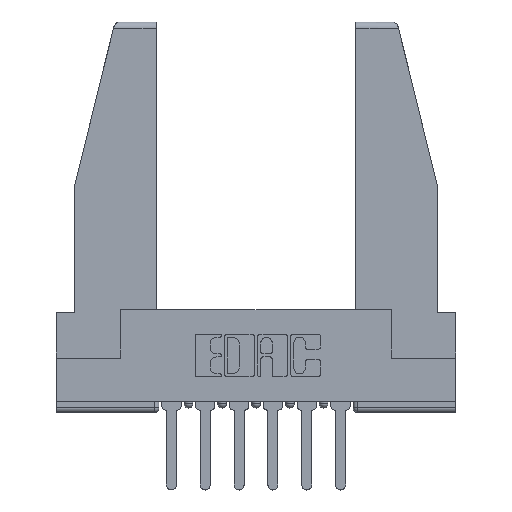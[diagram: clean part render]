
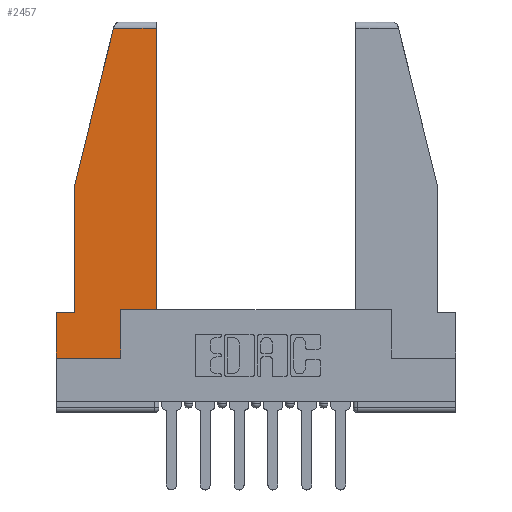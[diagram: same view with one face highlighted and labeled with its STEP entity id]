
A CAD part, top view. The second image highlights one B-rep face of the part: STEP entity #2457.
In plain terms, the highlighted planar face has unit normal (0, 0, 1).
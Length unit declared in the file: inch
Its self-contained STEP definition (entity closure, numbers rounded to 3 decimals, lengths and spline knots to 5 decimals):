
#250 = LINE ( 'NONE', #3820, #5620 ) ;
#399 = ORIENTED_EDGE ( 'NONE', *, *, #2240, .T. ) ;
#711 = CARTESIAN_POINT ( 'NONE',  ( 0.461, 1.52, 0. ) ) ;
#883 = DIRECTION ( 'NONE',  ( 0., 1., 0. ) ) ;
#1180 = VECTOR ( 'NONE', #883, 39.37008 ) ;
#1385 = EDGE_CURVE ( 'NONE', #7008, #3115, #9026, .T. ) ;
#1432 = CARTESIAN_POINT ( 'NONE',  ( 0.086, 0.8, 0. ) ) ;
#1682 = VERTEX_POINT ( 'NONE', #7602 ) ;
#1749 = DIRECTION ( 'NONE',  ( 1., 0., 0. ) ) ;
#1931 = LINE ( 'NONE', #5163, #10915 ) ;
#2195 = LINE ( 'NONE', #9457, #11763 ) ;
#2240 = EDGE_CURVE ( 'NONE', #4672, #1682, #2195, .T. ) ;
#2333 = DIRECTION ( 'NONE',  ( 1., 0., 0. ) ) ;
#2432 = ORIENTED_EDGE ( 'NONE', *, *, #10260, .T. ) ;
#2457 = ADVANCED_FACE ( 'NONE', ( #5846 ), #11925, .T. ) ;
#2545 = VERTEX_POINT ( 'NONE', #6521 ) ;
#2598 = DIRECTION ( 'NONE',  ( 0., 0., 1. ) ) ;
#2686 = EDGE_CURVE ( 'NONE', #10553, #2545, #5691, .T. ) ;
#3007 = ORIENTED_EDGE ( 'NONE', *, *, #7435, .T. ) ;
#3115 = VERTEX_POINT ( 'NONE', #6719 ) ;
#3356 = ORIENTED_EDGE ( 'NONE', *, *, #1385, .T. ) ;
#3548 = VECTOR ( 'NONE', #6092, 39.37008 ) ;
#3581 = ORIENTED_EDGE ( 'NONE', *, *, #4821, .T. ) ;
#3715 = LINE ( 'NONE', #6948, #9540 ) ;
#3809 = CARTESIAN_POINT ( 'NONE',  ( 0.297, 0., 0. ) ) ;
#3820 = CARTESIAN_POINT ( 'NONE',  ( 0.297, 0.223, 0. ) ) ;
#4121 = CARTESIAN_POINT ( 'NONE',  ( 0.271, 1.55, 0. ) ) ;
#4504 = CARTESIAN_POINT ( 'NONE',  ( 0.2636, 1.52, 0. ) ) ;
#4672 = VERTEX_POINT ( 'NONE', #6647 ) ;
#4736 = VECTOR ( 'NONE', #11472, 39.37008 ) ;
#4821 = EDGE_CURVE ( 'NONE', #2545, #4672, #6666, .T. ) ;
#5034 = VERTEX_POINT ( 'NONE', #9031 ) ;
#5060 = DIRECTION ( 'NONE',  ( -0.239, -0.971, 0. ) ) ;
#5154 = CARTESIAN_POINT ( 'NONE',  ( 0., 1.52, 0. ) ) ;
#5163 = CARTESIAN_POINT ( 'NONE',  ( 0., 0.21, 0. ) ) ;
#5576 = ORIENTED_EDGE ( 'NONE', *, *, #6091, .T. ) ;
#5620 = VECTOR ( 'NONE', #6541, 39.37008 ) ;
#5691 = LINE ( 'NONE', #4121, #6989 ) ;
#5761 = EDGE_CURVE ( 'NONE', #3115, #5034, #250, .T. ) ;
#5846 = FACE_OUTER_BOUND ( 'NONE', #6646, .T. ) ;
#6053 = EDGE_CURVE ( 'NONE', #7657, #7008, #3715, .T. ) ;
#6091 = EDGE_CURVE ( 'NONE', #8314, #10553, #9088, .T. ) ;
#6092 = DIRECTION ( 'NONE',  ( -1., 0., 0. ) ) ;
#6227 = ORIENTED_EDGE ( 'NONE', *, *, #6053, .T. ) ;
#6521 = CARTESIAN_POINT ( 'NONE',  ( 0.086, 0.8, 0. ) ) ;
#6541 = DIRECTION ( 'NONE',  ( 1., 0., 0. ) ) ;
#6646 = EDGE_LOOP ( 'NONE', ( #2432, #5576, #11296, #3581, #399, #3007, #6227, #3356, #11812 ) ) ;
#6647 = CARTESIAN_POINT ( 'NONE',  ( 0.086, 0.21, 0. ) ) ;
#6666 = LINE ( 'NONE', #1432, #9567 ) ;
#6719 = CARTESIAN_POINT ( 'NONE',  ( 0.297, 0.223, 0. ) ) ;
#6948 = CARTESIAN_POINT ( 'NONE',  ( 0., 0., 0. ) ) ;
#6989 = VECTOR ( 'NONE', #5060, 39.37008 ) ;
#7008 = VERTEX_POINT ( 'NONE', #9028 ) ;
#7435 = EDGE_CURVE ( 'NONE', #1682, #7657, #1931, .T. ) ;
#7602 = CARTESIAN_POINT ( 'NONE',  ( 0., 0.21, 0. ) ) ;
#7657 = VERTEX_POINT ( 'NONE', #11990 ) ;
#7904 = DIRECTION ( 'NONE',  ( 0., -1., 0. ) ) ;
#8314 = VERTEX_POINT ( 'NONE', #711 ) ;
#8668 = CARTESIAN_POINT ( 'NONE',  ( 0.461, 0.223, 0. ) ) ;
#9026 = LINE ( 'NONE', #3809, #1180 ) ;
#9028 = CARTESIAN_POINT ( 'NONE',  ( 0.297, 0., 0. ) ) ;
#9031 = CARTESIAN_POINT ( 'NONE',  ( 0.461, 0.223, 0. ) ) ;
#9088 = LINE ( 'NONE', #5154, #3548 ) ;
#9457 = CARTESIAN_POINT ( 'NONE',  ( 0., 0.21, 0. ) ) ;
#9540 = VECTOR ( 'NONE', #2333, 39.37008 ) ;
#9567 = VECTOR ( 'NONE', #7904, 39.37008 ) ;
#10260 = EDGE_CURVE ( 'NONE', #5034, #8314, #11682, .T. ) ;
#10553 = VERTEX_POINT ( 'NONE', #4504 ) ;
#10659 = DIRECTION ( 'NONE',  ( 0., -1., 0. ) ) ;
#10678 = AXIS2_PLACEMENT_3D ( 'NONE', #11844, #2598, #1749 ) ;
#10915 = VECTOR ( 'NONE', #10659, 39.37008 ) ;
#11258 = DIRECTION ( 'NONE',  ( -1., 0., 0. ) ) ;
#11296 = ORIENTED_EDGE ( 'NONE', *, *, #2686, .T. ) ;
#11472 = DIRECTION ( 'NONE',  ( 0., 1., 0. ) ) ;
#11682 = LINE ( 'NONE', #8668, #4736 ) ;
#11763 = VECTOR ( 'NONE', #11258, 39.37008 ) ;
#11812 = ORIENTED_EDGE ( 'NONE', *, *, #5761, .T. ) ;
#11844 = CARTESIAN_POINT ( 'NONE',  ( 0., 0., 0. ) ) ;
#11925 = PLANE ( 'NONE',  #10678 ) ;
#11990 = CARTESIAN_POINT ( 'NONE',  ( 0., 0., 0. ) ) ;
